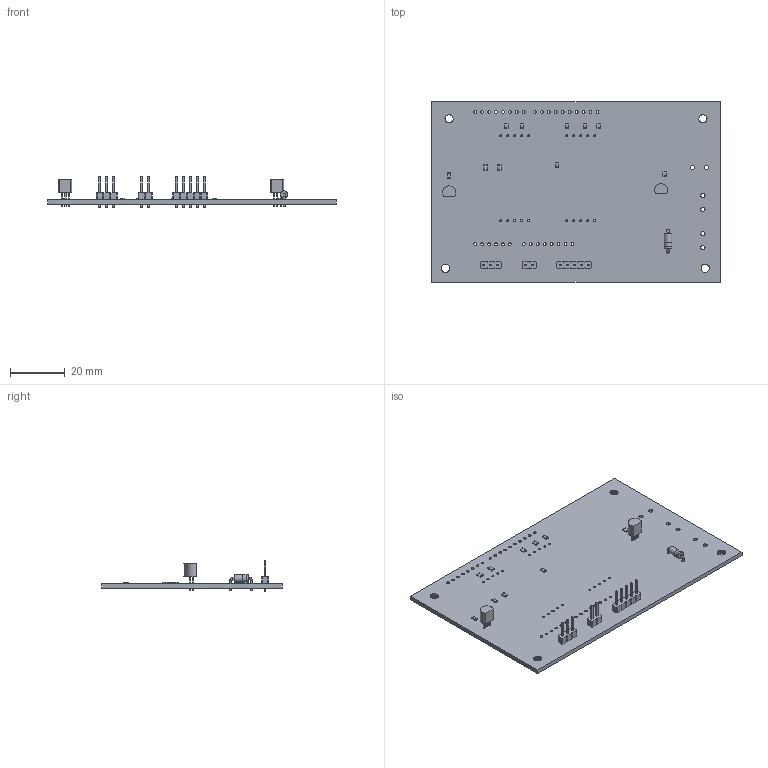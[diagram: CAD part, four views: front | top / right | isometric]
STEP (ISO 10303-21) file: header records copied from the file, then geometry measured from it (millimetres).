
FILE_DESCRIPTION(('KiCad electronic assembly'),'2;1');
FILE_NAME('CherrycountPCB.step','2023-03-23T13:47:04',('Pcbnew'),( 'Kicad'),'Open CASCADE STEP processor 7.6','KiCad to STEP converter' ,'Unknown');
FILE_SCHEMA(('AUTOMOTIVE_DESIGN { 1 0 10303 214 1 1 1 1 }'));
Length unit declared in the file: millimetre
Products named in the file (14): CherrycountPCB 1; PinHeader_1x02_P2.54mm_Vertical; SOLID; R_0805_2012Metric; TO-92_Inline; D_DO-41_SOD81_P7.62mm_Horizontal; PinHeader_1x05_P2.54mm_Vertical; PinHeader_1x03_P2.54mm_Vertical; PCB
Assembly tree (23 placements, depth 3):
  CherrycountPCB 1
    PinHeader_1x02_P2.54mm_Vertical
      SOLID
    R_0805_2012Metric  x10
      SOLID
    TO-92_Inline  x2
      SOLID
    D_DO-41_SOD81_P7.62mm_Horizontal
      SOLID
    PinHeader_1x05_P2.54mm_Vertical
      SOLID
    PinHeader_1x03_P2.54mm_Vertical
      SOLID
    PCB
Bounding box: 105.41 x 66.04 x 11.54 mm (x, y, z)
Volume: 11394.8 mm3; surface area: 15659.2 mm2
Topology: 17 solids, 17 shells, 799 faces, 2081 edges, 1346 vertices
Faces by surface type: plane 632, cylinder 165, torus 2
Full cylindrical faces by diameter (mm): 0.75 x6, 0.762 x20, 0.8 x4, 1 x42, 1.1 x2, 1.52 x6, 2.7 x2, 2.72 x1
Entity records: 38362 total; most frequent: CARTESIAN_POINT 6757, DIRECTION 5443, LINE 3915, VECTOR 3915, ORIENTED_EDGE 2854, PCURVE 2854, DEFINITIONAL_REPRESENTATION 2854, EDGE_CURVE 1427
